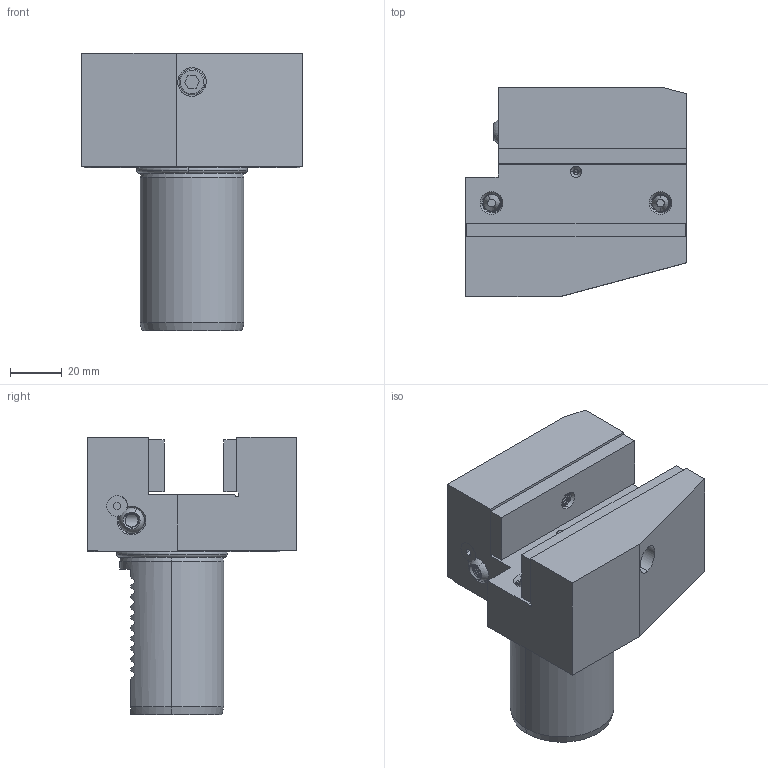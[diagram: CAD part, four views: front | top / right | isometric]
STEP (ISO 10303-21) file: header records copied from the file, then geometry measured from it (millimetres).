
FILE_DESCRIPTION (( 'STEP AP203' ), '1' );
FILE_NAME ('409.32.25.STEP', '2016-11-28T09:25:05', ( '' ), ( '' ), 'SwSTEP 2.0', 'SolidWorks 2012', '' );
FILE_SCHEMA (( 'CONFIG_CONTROL_DESIGN' ));
Products named in the file (13): M6x20; 409.32.25; M6x12; 72.5x20x6; 皿頭_M4xP0.7x8L; 84x20x5; M12平頭螺絲; 管螺文螺絲; O型環38.7; M8尖頭螺絲; 2-44100006N4出水銅嘴; VDI40    B2; 18x7.8
Assembly tree (14 placements, depth 2):
  409.32.25
    VDI40    B2
    18x7.8
    2-44100006N4出水銅嘴
    O型環38.7
    管螺文螺絲
    M8尖頭螺絲  x2
    M12平頭螺絲  x2
    皿頭_M4xP0.7x8L
    72.5x20x6
    84x20x5
    M6x20
    M6x12
Bounding box: 85 x 80.5 x 106.7 mm (x, y, z)
Volume: 289487.1 mm3; surface area: 60515.5 mm2
Topology: 31 solids, 31 shells, 730 faces, 1892 edges, 1231 vertices
Faces by surface type: cylinder 323, cone 160, plane 151, bspline 76, torus 18, sphere 2
Entity records: 84252 total; most frequent: CARTESIAN_POINT 69118, ORIENTED_EDGE 3322, DIRECTION 2296, EDGE_CURVE 1661, VERTEX_POINT 1082, AXIS2_PLACEMENT_3D 831, EDGE_LOOP 687, FACE_OUTER_BOUND 650
